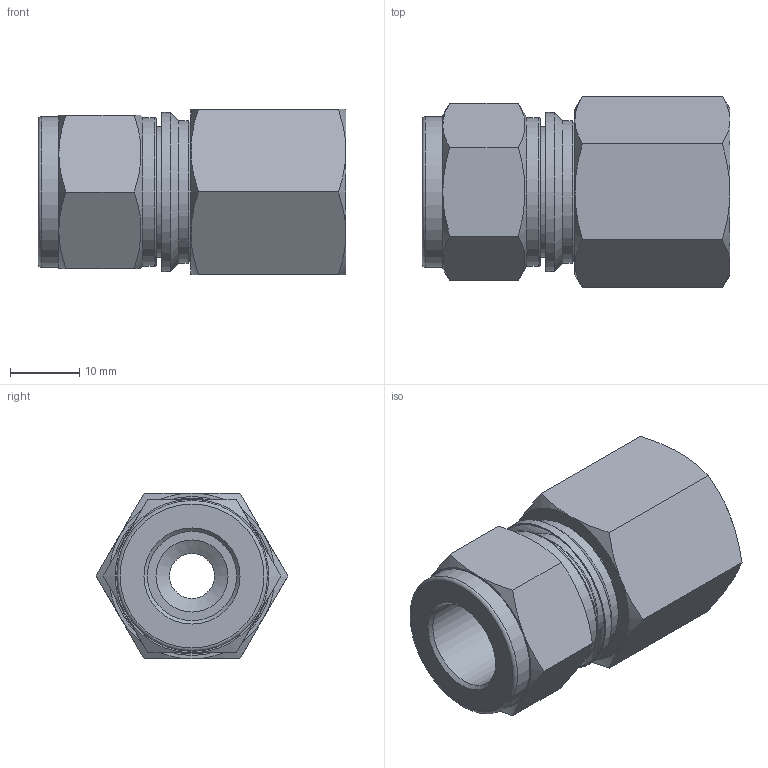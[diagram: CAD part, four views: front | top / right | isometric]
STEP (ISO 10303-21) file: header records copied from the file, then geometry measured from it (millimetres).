
FILE_DESCRIPTION(/* description */ (''),/* implementation_level */ '2;1');
FILE_NAME(/* name */ 'SGCI-8-6G.stp',/* time_stamp */ '2022-05-04T14:38:22+09:00',/* author */ ('user'),/* organization */ (''),/* preprocessor_version */ 'ST-DEVELOPER v18.1',/* originating_system */ 'Autodesk Inventor 2022',/* authorisation */ '');
FILE_SCHEMA (('AUTOMOTIVE_DESIGN { 1 0 10303 214 3 1 1 }'));
Length unit declared in the file: millimetre
Products named in the file (1): SGC-8-6G
Bounding box: 44.5 x 27.71 x 24 mm (x, y, z)
Volume: 13528.8 mm3; surface area: 6989.5 mm2
Topology: 1 solids, 1 shells, 62 faces, 132 edges, 80 vertices
Faces by surface type: cone 27, plane 22, cylinder 11, torus 2
Full cylindrical faces by diameter (mm): 6.5 x1, 10.414 x1, 12.9 x1, 15 x1, 17.2 x1, 17.7 x1, 18.9 x1, 20.6 x1, 21.5 x1, 21.8 x1, 23 x1
Entity records: 1659 total; most frequent: CARTESIAN_POINT 359, DIRECTION 268, ORIENTED_EDGE 264, EDGE_CURVE 132, AXIS2_PLACEMENT_3D 115, VERTEX_POINT 80, EDGE_LOOP 72, FACE_OUTER_BOUND 62
